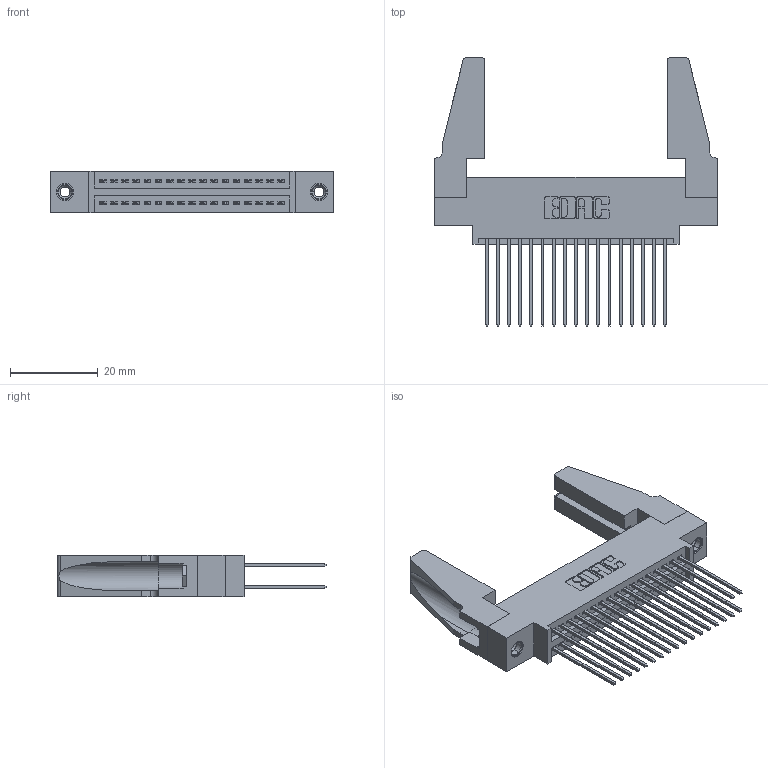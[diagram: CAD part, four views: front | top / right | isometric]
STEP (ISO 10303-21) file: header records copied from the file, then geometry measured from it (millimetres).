
FILE_DESCRIPTION (( 'STEP AP203' ), '1' );
FILE_NAME ('345-034-541-888.STEP', '2019-10-28T06:58:00', ( '' ), ( '' ), 'SwSTEP 2.0', 'SolidWorks 2016', '' );
FILE_SCHEMA (( 'CONFIG_CONTROL_DESIGN' ));
Length unit declared in the file: inch
Products named in the file (5): 345-250-001_345-250-001-102; 345 Part_0.170 Offset - 0.156 Dia-TH; 345-034-541-888; 345-220-078_345-220-088; 345-292-001_345-293-141
Assembly tree (39 placements, depth 2):
  345-034-541-888
    345 Part_0.170 Offset - 0.156 Dia-TH
    345-292-001_345-293-141  x34
    345-250-001_345-250-001-102  x2
    345-220-078_345-220-088  x2
Bounding box: 64.41 x 61.14 x 9.4 mm (x, y, z)
Volume: 9359.3 mm3; surface area: 12725.4 mm2
Topology: 39 solids, 39 shells, 1954 faces, 5733 edges, 3766 vertices
Faces by surface type: plane 1278, cylinder 660, cone 12, torus 4
Entity records: 19002 total; most frequent: CARTESIAN_POINT 3206, ORIENTED_EDGE 3100, DIRECTION 2862, EDGE_CURVE 1550, VECTOR 1308, LINE 1308, VERTEX_POINT 1026, AXIS2_PLACEMENT_3D 777
